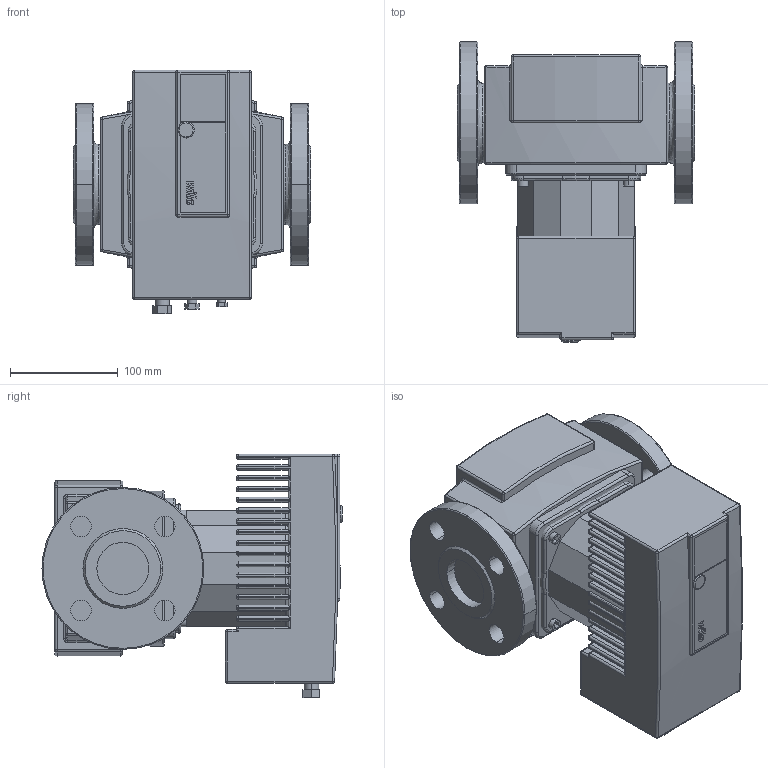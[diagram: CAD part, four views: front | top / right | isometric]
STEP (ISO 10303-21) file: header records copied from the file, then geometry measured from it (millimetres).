
FILE_DESCRIPTION((''),'2;1');
FILE_NAME('3d_Stratos-Z40_1-8GG-2069738.stp','2015-07-28T14:35:31',(''),(''),'Mechanical Desktop 2009','Mechanical Desktop 2009',', , ');
FILE_SCHEMA(('CONFIG_CONTROL_DESIGN'));
Length unit declared in the file: millimetre
Products named in the file (1): Product
Bounding box: 220 x 278 x 226 mm (x, y, z)
Volume: 7012171.1 mm3; surface area: 615116.9 mm2
Topology: 13 solids, 13 shells, 705 faces, 1717 edges, 966 vertices
Faces by surface type: cylinder 293, plane 205, sphere 94, bspline 67, torus 42, cone 4
Entity records: 21392 total; most frequent: CARTESIAN_POINT 5304, DIRECTION 3431, ORIENTED_EDGE 3246, EDGE_CURVE 1623, AXIS2_PLACEMENT_3D 1249, VERTEX_POINT 966, VECTOR 933, LINE 933
